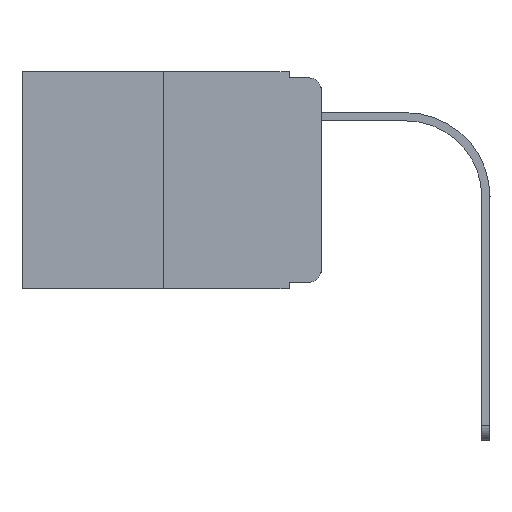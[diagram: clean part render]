
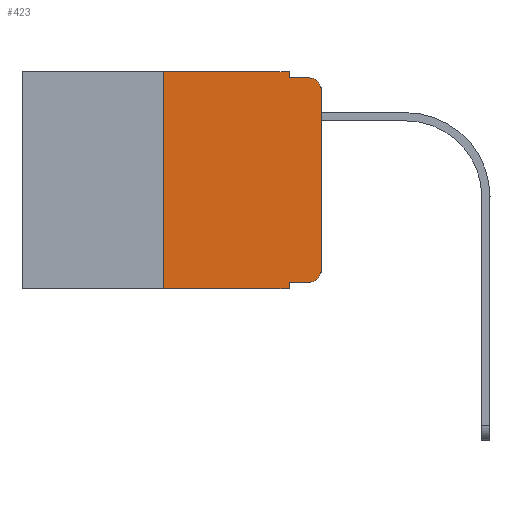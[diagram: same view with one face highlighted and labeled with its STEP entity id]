
A CAD part, left-side view. The second image highlights one B-rep face of the part: STEP entity #423.
In plain terms, the highlighted planar face has unit normal (-1, 0, 0).
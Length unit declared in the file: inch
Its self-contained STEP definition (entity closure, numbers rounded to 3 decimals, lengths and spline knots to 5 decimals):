
#154 = CARTESIAN_POINT ( 'NONE',  ( 0., 0., -0.313 ) ) ;
#211 = DIRECTION ( 'NONE',  ( 0., 0., -1. ) ) ;
#423 = ADVANCED_FACE ( 'NONE', ( #10524 ), #5632, .F. ) ;
#724 = VECTOR ( 'NONE', #1870, 39.37008 ) ;
#764 = VECTOR ( 'NONE', #6288, 39.37008 ) ;
#1230 = EDGE_CURVE ( 'NONE', #8453, #16213, #1789, .T. ) ;
#1362 = EDGE_CURVE ( 'NONE', #7362, #8322, #14249, .T. ) ;
#1568 = DIRECTION ( 'NONE',  ( 0., 0., -1. ) ) ;
#1689 = DIRECTION ( 'NONE',  ( 0., -1., 0. ) ) ;
#1700 = DIRECTION ( 'NONE',  ( 0., 0., -1. ) ) ;
#1789 = LINE ( 'NONE', #12411, #724 ) ;
#1870 = DIRECTION ( 'NONE',  ( 0., 0., -1. ) ) ;
#1982 = VECTOR ( 'NONE', #12391, 39.37008 ) ;
#2702 = ORIENTED_EDGE ( 'NONE', *, *, #7619, .T. ) ;
#2814 = DIRECTION ( 'NONE',  ( 0., 0., 1. ) ) ;
#2994 = ORIENTED_EDGE ( 'NONE', *, *, #11031, .T. ) ;
#4004 = EDGE_CURVE ( 'NONE', #12082, #8453, #13810, .T. ) ;
#4332 = CARTESIAN_POINT ( 'NONE',  ( 0., 0.25, -0.343 ) ) ;
#4347 = VERTEX_POINT ( 'NONE', #154 ) ;
#4432 = CARTESIAN_POINT ( 'NONE',  ( 0., 0.02, -0.313 ) ) ;
#4507 = LINE ( 'NONE', #8668, #1982 ) ;
#4874 = VERTEX_POINT ( 'NONE', #7086 ) ;
#5193 = CIRCLE ( 'NONE', #12246, 0.02 ) ;
#5237 = VECTOR ( 'NONE', #1689, 39.37008 ) ;
#5299 = LINE ( 'NONE', #5388, #5623 ) ;
#5314 = ORIENTED_EDGE ( 'NONE', *, *, #1230, .F. ) ;
#5388 = CARTESIAN_POINT ( 'NONE',  ( 0., 0.25, 0. ) ) ;
#5613 = ORIENTED_EDGE ( 'NONE', *, *, #4004, .F. ) ;
#5615 = DIRECTION ( 'NONE',  ( -1., 0., 0. ) ) ;
#5623 = VECTOR ( 'NONE', #6098, 39.37008 ) ;
#5632 = PLANE ( 'NONE',  #16464 ) ;
#6098 = DIRECTION ( 'NONE',  ( 0., 0., 1. ) ) ;
#6288 = DIRECTION ( 'NONE',  ( 0., -1., 0. ) ) ;
#6347 = CARTESIAN_POINT ( 'NONE',  ( 0., 0.051, -0.01 ) ) ;
#6375 = CARTESIAN_POINT ( 'NONE',  ( 0., 0.051, -0.333 ) ) ;
#6628 = LINE ( 'NONE', #15115, #9505 ) ;
#6663 = CARTESIAN_POINT ( 'NONE',  ( 0., 0.02, -0.01 ) ) ;
#6697 = EDGE_CURVE ( 'NONE', #4874, #7436, #14187, .T. ) ;
#6882 = CARTESIAN_POINT ( 'NONE',  ( 0., 0.051, -0.01 ) ) ;
#7086 = CARTESIAN_POINT ( 'NONE',  ( 0., 0., -0.03 ) ) ;
#7362 = VERTEX_POINT ( 'NONE', #10630 ) ;
#7436 = VERTEX_POINT ( 'NONE', #6663 ) ;
#7619 = EDGE_CURVE ( 'NONE', #8322, #4347, #5193, .T. ) ;
#7720 = LINE ( 'NONE', #17018, #8484 ) ;
#8185 = CARTESIAN_POINT ( 'NONE',  ( 0., 0.02, -0.333 ) ) ;
#8294 = LINE ( 'NONE', #6882, #17335 ) ;
#8322 = VERTEX_POINT ( 'NONE', #8185 ) ;
#8453 = VERTEX_POINT ( 'NONE', #14815 ) ;
#8484 = VECTOR ( 'NONE', #13098, 39.37008 ) ;
#8668 = CARTESIAN_POINT ( 'NONE',  ( 0., 0.473, -0.343 ) ) ;
#9505 = VECTOR ( 'NONE', #2814, 39.37008 ) ;
#9611 = DIRECTION ( 'NONE',  ( 0., -1., 0. ) ) ;
#9651 = EDGE_CURVE ( 'NONE', #16213, #7436, #8294, .T. ) ;
#9668 = VERTEX_POINT ( 'NONE', #16360 ) ;
#10524 = FACE_OUTER_BOUND ( 'NONE', #12924, .T. ) ;
#10630 = CARTESIAN_POINT ( 'NONE',  ( 0., 0.051, -0.333 ) ) ;
#10738 = ORIENTED_EDGE ( 'NONE', *, *, #13144, .F. ) ;
#11031 = EDGE_CURVE ( 'NONE', #4347, #4874, #6628, .T. ) ;
#12082 = VERTEX_POINT ( 'NONE', #15367 ) ;
#12246 = AXIS2_PLACEMENT_3D ( 'NONE', #4432, #13822, #1700 ) ;
#12334 = CARTESIAN_POINT ( 'NONE',  ( 0., 0.02, -0.03 ) ) ;
#12391 = DIRECTION ( 'NONE',  ( 0., -1., 0. ) ) ;
#12411 = CARTESIAN_POINT ( 'NONE',  ( 0., 0.051, 0. ) ) ;
#12924 = EDGE_LOOP ( 'NONE', ( #2994, #15392, #14719, #5314, #5613, #10738, #14894, #15779, #14547, #2702 ) ) ;
#13098 = DIRECTION ( 'NONE',  ( 0., 0., -1. ) ) ;
#13144 = EDGE_CURVE ( 'NONE', #14626, #12082, #5299, .T. ) ;
#13596 = DIRECTION ( 'NONE',  ( 1., 0., 0. ) ) ;
#13626 = AXIS2_PLACEMENT_3D ( 'NONE', #12334, #5615, #211 ) ;
#13810 = LINE ( 'NONE', #16212, #5237 ) ;
#13822 = DIRECTION ( 'NONE',  ( -1., 0., 0. ) ) ;
#14187 = CIRCLE ( 'NONE', #13626, 0.02 ) ;
#14249 = LINE ( 'NONE', #6375, #764 ) ;
#14464 = EDGE_CURVE ( 'NONE', #7362, #9668, #7720, .T. ) ;
#14547 = ORIENTED_EDGE ( 'NONE', *, *, #1362, .T. ) ;
#14626 = VERTEX_POINT ( 'NONE', #4332 ) ;
#14651 = EDGE_CURVE ( 'NONE', #14626, #9668, #4507, .T. ) ;
#14719 = ORIENTED_EDGE ( 'NONE', *, *, #9651, .F. ) ;
#14815 = CARTESIAN_POINT ( 'NONE',  ( 0., 0.051, 0. ) ) ;
#14894 = ORIENTED_EDGE ( 'NONE', *, *, #14651, .T. ) ;
#15115 = CARTESIAN_POINT ( 'NONE',  ( 0., 0., 0. ) ) ;
#15367 = CARTESIAN_POINT ( 'NONE',  ( 0., 0.25, 0. ) ) ;
#15392 = ORIENTED_EDGE ( 'NONE', *, *, #6697, .T. ) ;
#15779 = ORIENTED_EDGE ( 'NONE', *, *, #14464, .F. ) ;
#15935 = CARTESIAN_POINT ( 'NONE',  ( 0., 0.473, 0. ) ) ;
#16212 = CARTESIAN_POINT ( 'NONE',  ( 0., 0.473, 0. ) ) ;
#16213 = VERTEX_POINT ( 'NONE', #6347 ) ;
#16360 = CARTESIAN_POINT ( 'NONE',  ( 0., 0.051, -0.343 ) ) ;
#16464 = AXIS2_PLACEMENT_3D ( 'NONE', #15935, #13596, #1568 ) ;
#17018 = CARTESIAN_POINT ( 'NONE',  ( 0., 0.051, 0. ) ) ;
#17335 = VECTOR ( 'NONE', #9611, 39.37008 ) ;
